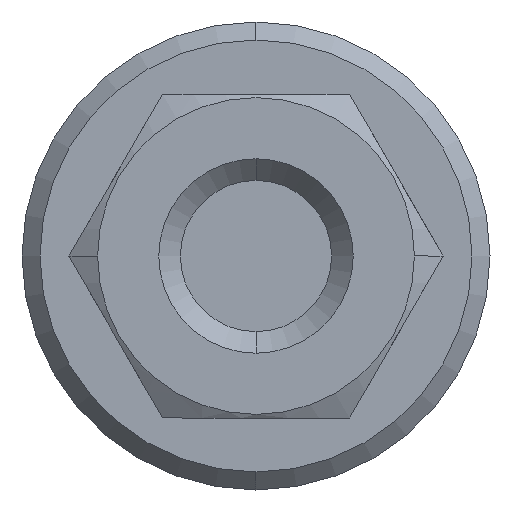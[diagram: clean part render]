
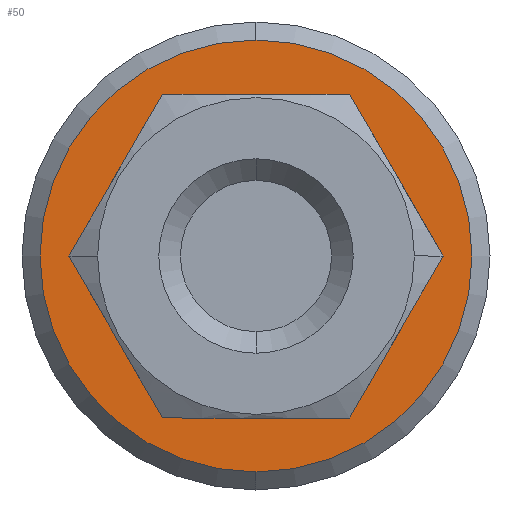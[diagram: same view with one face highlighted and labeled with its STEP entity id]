
A CAD part, front view. The second image highlights one B-rep face of the part: STEP entity #50.
In plain terms, the highlighted planar face has unit normal (0, -1, 0).
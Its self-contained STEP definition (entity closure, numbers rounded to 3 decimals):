
#37 = EDGE_LOOP ( 'NONE', ( #38, #39 ) ) ;
#38 = ORIENTED_EDGE ( 'NONE', *, *, #2154, .F. ) ;
#39 = ORIENTED_EDGE ( 'NONE', *, *, #235, .F. ) ;
#44 = EDGE_LOOP ( 'NONE', ( #46, #47 ) ) ;
#46 = ORIENTED_EDGE ( 'NONE', *, *, #2107, .F. ) ;
#47 = ORIENTED_EDGE ( 'NONE', *, *, #108, .F. ) ;
#50 = ADVANCED_FACE ( 'NONE', ( #373, #372 ), #369, .F. ) ;
#108 = EDGE_CURVE ( 'NONE', #2114, #2102, #434, .T. ) ;
#235 = EDGE_CURVE ( 'NONE', #2181, #2153, #576, .T. ) ;
#366 = DIRECTION ( 'NONE',  ( 0., 0., 1. ) ) ;
#367 = DIRECTION ( 'NONE',  ( 0., 1., 0. ) ) ;
#369 = PLANE ( 'NONE',  #371 ) ;
#370 = CARTESIAN_POINT ( 'NONE',  ( -3.3, 5., 0. ) ) ;
#371 = AXIS2_PLACEMENT_3D ( 'NONE', #370, #367, #366 ) ;
#372 = FACE_OUTER_BOUND ( 'NONE', #37, .T. ) ;
#373 = FACE_BOUND ( 'NONE', #44, .T. ) ;
#434 = CIRCLE ( 'NONE', #455, 4.4 ) ;
#452 = DIRECTION ( 'NONE',  ( 0., 0., 1. ) ) ;
#453 = DIRECTION ( 'NONE',  ( 0., -1., 0. ) ) ;
#454 = CARTESIAN_POINT ( 'NONE',  ( 0., 5., 0. ) ) ;
#455 = AXIS2_PLACEMENT_3D ( 'NONE', #454, #453, #452 ) ;
#572 = DIRECTION ( 'NONE',  ( 0., 0., -1. ) ) ;
#573 = DIRECTION ( 'NONE',  ( 0., 1., 0. ) ) ;
#574 = CARTESIAN_POINT ( 'NONE',  ( 0., 5., 0. ) ) ;
#575 = AXIS2_PLACEMENT_3D ( 'NONE', #574, #573, #572 ) ;
#576 = CIRCLE ( 'NONE', #575, 6. ) ;
#957 = CARTESIAN_POINT ( 'NONE',  ( -4.4, 5., 0. ) ) ;
#1066 = DIRECTION ( 'NONE',  ( 0., 0., 1. ) ) ;
#1067 = DIRECTION ( 'NONE',  ( 0., -1., 0. ) ) ;
#1068 = AXIS2_PLACEMENT_3D ( 'NONE', #1075, #1067, #1066 ) ;
#1069 = CIRCLE ( 'NONE', #1068, 4.4 ) ;
#1075 = CARTESIAN_POINT ( 'NONE',  ( 0., 5., 0. ) ) ;
#1077 = CARTESIAN_POINT ( 'NONE',  ( 4.4, 5., 0. ) ) ;
#1246 = CARTESIAN_POINT ( 'NONE',  ( 0., 5., -6. ) ) ;
#1254 = AXIS2_PLACEMENT_3D ( 'NONE', #1277, #1273, #1272 ) ;
#1262 = CIRCLE ( 'NONE', #1254, 6. ) ;
#1272 = DIRECTION ( 'NONE',  ( 0., 0., -1. ) ) ;
#1273 = DIRECTION ( 'NONE',  ( 0., 1., 0. ) ) ;
#1277 = CARTESIAN_POINT ( 'NONE',  ( 0., 5., 0. ) ) ;
#1365 = CARTESIAN_POINT ( 'NONE',  ( 0., 5., 6. ) ) ;
#2102 = VERTEX_POINT ( 'NONE', #1077 ) ;
#2107 = EDGE_CURVE ( 'NONE', #2102, #2114, #1069, .T. ) ;
#2114 = VERTEX_POINT ( 'NONE', #957 ) ;
#2153 = VERTEX_POINT ( 'NONE', #1246 ) ;
#2154 = EDGE_CURVE ( 'NONE', #2153, #2181, #1262, .T. ) ;
#2181 = VERTEX_POINT ( 'NONE', #1365 ) ;
